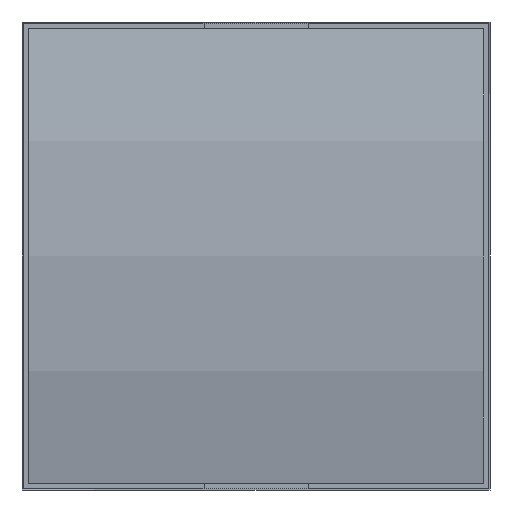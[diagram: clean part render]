
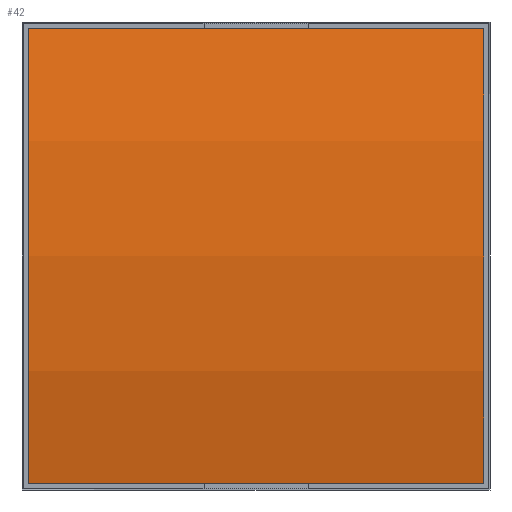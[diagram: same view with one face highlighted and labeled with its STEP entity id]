
A CAD part, front view. The second image highlights one B-rep face of the part: STEP entity #42.
In plain terms, the highlighted cylindrical face has radius 35.351 mm (diameter 70.702 mm), a partial arc.
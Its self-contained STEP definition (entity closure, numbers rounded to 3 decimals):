
#1=CARTESIAN_POINT('POINT1',(-8.75,-9.1,
   8.75));
#2=VERTEX_POINT('VERTEX1',#1);
#3=CARTESIAN_POINT('POINT2',(-8.75,-9.1,-8.75));
#4=VERTEX_POINT('VERTEX2',#3);
#5=CARTESIAN_POINT('POS1',(-8.75,25.151,
   0.));
#6=DIRECTION('DIR1',(1.,0.,
   0.));
#7=DIRECTION('DIR2',(0.,-0.969,
   -0.248));
#8=AXIS2_PLACEMENT_3D('AXIS1',#5,#6,#7);
#9=CIRCLE('ELLIPSE1',#8,35.351);
#10=EDGE_CURVE('EDGE1',#2,#4,#9,.T.);
#11=ORIENTED_EDGE('COEDGE1',*,*,#10,.T.);
#12=CARTESIAN_POINT('POINT3',(8.75,-9.1,-8.75));
#13=VERTEX_POINT('VERTEX3',#12);
#14=CARTESIAN_POINT('POS2',(8.75,-9.1,-8.75));
#15=DIRECTION('DIR3',(-1.,0.,
   0.));
#16=VECTOR('VEC1',#15,25.4);
#17=LINE('STRAIGHT1',#14,#16);
#18=EDGE_CURVE('EDGE2',#13,#4,#17,.T.);
#19=ORIENTED_EDGE('COEDGE2',*,*,#18,.F.);
#20=CARTESIAN_POINT('POINT4',(8.75,-9.1,
   8.75));
#21=VERTEX_POINT('VERTEX4',#20);
#22=CARTESIAN_POINT('POS3',(8.75,25.151,
   0.));
#23=DIRECTION('DIR4',(-1.,0.,
   0.));
#24=DIRECTION('DIR5',(0.,-0.969,
   -0.248));
#25=AXIS2_PLACEMENT_3D('AXIS2',#22,#23,#24);
#26=CIRCLE('ELLIPSE2',#25,35.351);
#27=EDGE_CURVE('EDGE3',#13,#21,#26,.T.);
#28=ORIENTED_EDGE('COEDGE3',*,*,#27,.T.);
#29=CARTESIAN_POINT('POS4',(8.75,-9.1,
   8.75));
#30=DIRECTION('DIR6',(-1.,0.,
   0.));
#31=VECTOR('VEC2',#30,25.4);
#32=LINE('STRAIGHT2',#29,#31);
#33=EDGE_CURVE('EDGE4',#21,#2,#32,.T.);
#34=ORIENTED_EDGE('COEDGE4',*,*,#33,.T.);
#35=EDGE_LOOP('NONE',(#11,#19,#28,#34));
#36=FACE_BOUND('LOOP1',#35,.T.);
#37=CARTESIAN_POINT('POS5',(8.75,25.151,
   0.));
#38=DIRECTION('DIR7',(-1.,0.,
   0.));
#39=DIRECTION('DIR8',(0.,-0.969,
   -0.248));
#40=AXIS2_PLACEMENT_3D('AXIS3',#37,#38,#39);
#41=CYLINDRICAL_SURFACE('CONE_SURF1',#40,35.351);
#42=ADVANCED_FACE('FACE1',(#36),#41,.T.);
